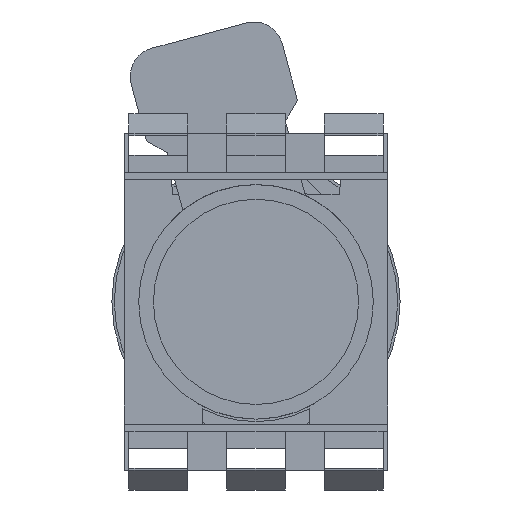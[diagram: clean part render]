
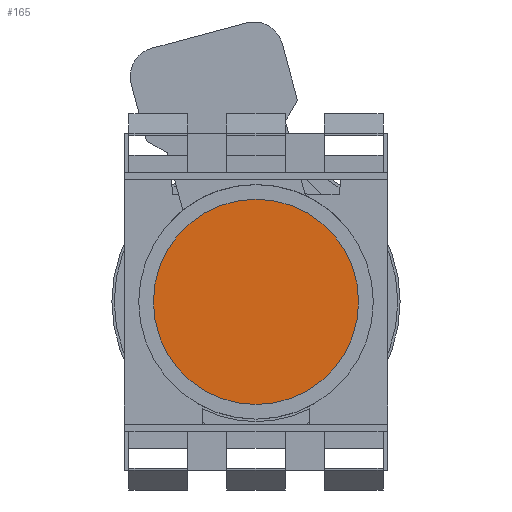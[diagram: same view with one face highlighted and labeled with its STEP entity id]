
A CAD part, front view. The second image highlights one B-rep face of the part: STEP entity #165.
In plain terms, the highlighted planar face has unit normal (0, -1, 0).
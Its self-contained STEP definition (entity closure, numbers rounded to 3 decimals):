
#165 = ADVANCED_FACE ( 'NONE', ( #2160 ), #3426, .T. ) ;
#378 = DIRECTION ( 'NONE',  ( 0., 0., -1. ) ) ;
#903 = CARTESIAN_POINT ( 'NONE',  ( 0., -12.7, 0. ) ) ;
#1042 = AXIS2_PLACEMENT_3D ( 'NONE', #1684, #2993, #378 ) ;
#1194 = VERTEX_POINT ( 'NONE', #1863 ) ;
#1251 = AXIS2_PLACEMENT_3D ( 'NONE', #903, #3902, #4412 ) ;
#1684 = CARTESIAN_POINT ( 'NONE',  ( 0., -12.7, 0. ) ) ;
#1863 = CARTESIAN_POINT ( 'NONE',  ( 0., -12.7, 10.5 ) ) ;
#1939 = CARTESIAN_POINT ( 'NONE',  ( 0., -12.7, -10.5 ) ) ;
#2160 = FACE_OUTER_BOUND ( 'NONE', #5067, .T. ) ;
#2630 = CARTESIAN_POINT ( 'NONE',  ( 0., -12.7, 0. ) ) ;
#2647 = DIRECTION ( 'NONE',  ( 0., 0., -1. ) ) ;
#2993 = DIRECTION ( 'NONE',  ( 0., -1., 0. ) ) ;
#3426 = PLANE ( 'NONE',  #1042 ) ;
#3521 = EDGE_CURVE ( 'NONE', #1194, #3889, #4591, .T. ) ;
#3889 = VERTEX_POINT ( 'NONE', #1939 ) ;
#3902 = DIRECTION ( 'NONE',  ( 0., -1., 0. ) ) ;
#4143 = CIRCLE ( 'NONE', #1251, 10.5 ) ;
#4393 = ORIENTED_EDGE ( 'NONE', *, *, #3521, .T. ) ;
#4412 = DIRECTION ( 'NONE',  ( 0., 0., -1. ) ) ;
#4591 = CIRCLE ( 'NONE', #5558, 10.5 ) ;
#4743 = EDGE_CURVE ( 'NONE', #3889, #1194, #4143, .T. ) ;
#5067 = EDGE_LOOP ( 'NONE', ( #5123, #4393 ) ) ;
#5123 = ORIENTED_EDGE ( 'NONE', *, *, #4743, .T. ) ;
#5274 = DIRECTION ( 'NONE',  ( 0., -1., 0. ) ) ;
#5558 = AXIS2_PLACEMENT_3D ( 'NONE', #2630, #5274, #2647 ) ;
